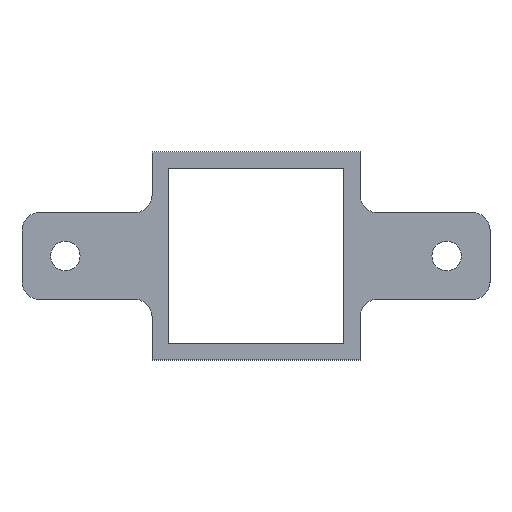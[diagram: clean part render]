
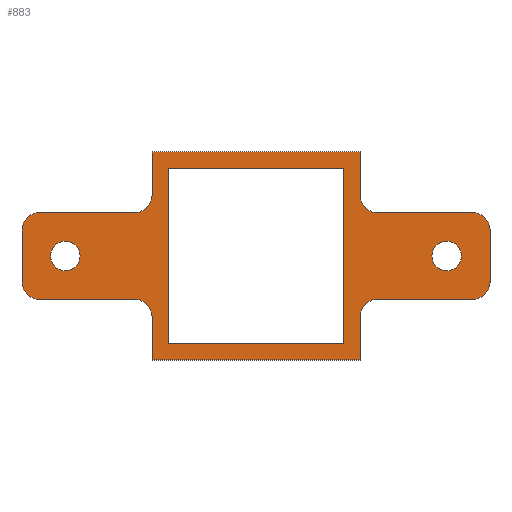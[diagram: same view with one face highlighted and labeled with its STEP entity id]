
A CAD part, top view. The second image highlights one B-rep face of the part: STEP entity #883.
In plain terms, the highlighted planar face has unit normal (0, 0, 1).
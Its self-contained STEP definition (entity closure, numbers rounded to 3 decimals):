
#255 = VERTEX_POINT('',#256);
#256 = CARTESIAN_POINT('',(-65.,17.5,1.9));
#262 = EDGE_CURVE('',#255,#263,#265,.T.);
#263 = VERTEX_POINT('',#264);
#264 = CARTESIAN_POINT('',(-92.5,17.5,1.9));
#265 = LINE('',#266,#267);
#266 = CARTESIAN_POINT('',(-60.,17.5,1.9));
#267 = VECTOR('',#268,1.);
#268 = DIRECTION('',(-1.,0.,0.));
#286 = VERTEX_POINT('',#287);
#287 = CARTESIAN_POINT('',(-60.,12.5,1.9));
#293 = EDGE_CURVE('',#255,#286,#294,.T.);
#294 = CIRCLE('',#295,5.);
#295 = AXIS2_PLACEMENT_3D('',#296,#297,#298);
#296 = CARTESIAN_POINT('',(-65.,12.5,1.9));
#297 = DIRECTION('',(-0.,-0.,-1.));
#298 = DIRECTION('',(0.,-1.,0.));
#311 = VERTEX_POINT('',#312);
#312 = CARTESIAN_POINT('',(-97.5,22.5,1.9));
#318 = EDGE_CURVE('',#263,#311,#319,.T.);
#319 = CIRCLE('',#320,5.);
#320 = AXIS2_PLACEMENT_3D('',#321,#322,#323);
#321 = CARTESIAN_POINT('',(-92.5,22.5,1.9));
#322 = DIRECTION('',(-0.,-0.,-1.));
#323 = DIRECTION('',(0.,-1.,0.));
#336 = VERTEX_POINT('',#337);
#337 = CARTESIAN_POINT('',(-60.,0.,1.9));
#343 = EDGE_CURVE('',#336,#286,#344,.T.);
#344 = LINE('',#345,#346);
#345 = CARTESIAN_POINT('',(-60.,0.,1.9));
#346 = VECTOR('',#347,1.);
#347 = DIRECTION('',(0.,1.,0.));
#360 = EDGE_CURVE('',#311,#361,#363,.T.);
#361 = VERTEX_POINT('',#362);
#362 = CARTESIAN_POINT('',(-97.5,37.5,1.9));
#363 = LINE('',#364,#365);
#364 = CARTESIAN_POINT('',(-97.5,17.5,1.9));
#365 = VECTOR('',#366,1.);
#366 = DIRECTION('',(0.,1.,0.));
#383 = VERTEX_POINT('',#384);
#384 = CARTESIAN_POINT('',(0.,0.,1.9));
#390 = EDGE_CURVE('',#383,#336,#391,.T.);
#391 = LINE('',#392,#393);
#392 = CARTESIAN_POINT('',(0.,0.,1.9));
#393 = VECTOR('',#394,1.);
#394 = DIRECTION('',(-1.,0.,0.));
#408 = VERTEX_POINT('',#409);
#409 = CARTESIAN_POINT('',(-92.5,42.5,1.9));
#415 = EDGE_CURVE('',#361,#408,#416,.T.);
#416 = CIRCLE('',#417,5.);
#417 = AXIS2_PLACEMENT_3D('',#418,#419,#420);
#418 = CARTESIAN_POINT('',(-92.5,37.5,1.9));
#419 = DIRECTION('',(-0.,-0.,-1.));
#420 = DIRECTION('',(0.,-1.,0.));
#433 = EDGE_CURVE('',#383,#434,#436,.T.);
#434 = VERTEX_POINT('',#435);
#435 = CARTESIAN_POINT('',(0.,12.5,1.9));
#436 = LINE('',#437,#438);
#437 = CARTESIAN_POINT('',(0.,0.,1.9));
#438 = VECTOR('',#439,1.);
#439 = DIRECTION('',(0.,1.,0.));
#457 = EDGE_CURVE('',#408,#458,#460,.T.);
#458 = VERTEX_POINT('',#459);
#459 = CARTESIAN_POINT('',(-65.,42.5,1.9));
#460 = LINE('',#461,#462);
#461 = CARTESIAN_POINT('',(-97.5,42.5,1.9));
#462 = VECTOR('',#463,1.);
#463 = DIRECTION('',(1.,0.,0.));
#481 = EDGE_CURVE('',#482,#434,#484,.T.);
#482 = VERTEX_POINT('',#483);
#483 = CARTESIAN_POINT('',(5.,17.5,1.9));
#484 = CIRCLE('',#485,5.);
#485 = AXIS2_PLACEMENT_3D('',#486,#487,#488);
#486 = CARTESIAN_POINT('',(5.,12.5,1.9));
#487 = DIRECTION('',(-0.,0.,1.));
#488 = DIRECTION('',(0.,-1.,0.));
#506 = VERTEX_POINT('',#507);
#507 = CARTESIAN_POINT('',(-60.,47.5,1.9));
#513 = EDGE_CURVE('',#458,#506,#514,.T.);
#514 = CIRCLE('',#515,5.);
#515 = AXIS2_PLACEMENT_3D('',#516,#517,#518);
#516 = CARTESIAN_POINT('',(-65.,47.5,1.9));
#517 = DIRECTION('',(-0.,0.,1.));
#518 = DIRECTION('',(0.,-1.,0.));
#531 = VERTEX_POINT('',#532);
#532 = CARTESIAN_POINT('',(32.5,17.5,1.9));
#538 = EDGE_CURVE('',#531,#482,#539,.T.);
#539 = LINE('',#540,#541);
#540 = CARTESIAN_POINT('',(37.5,17.5,1.9));
#541 = VECTOR('',#542,1.);
#542 = DIRECTION('',(-1.,0.,0.));
#555 = EDGE_CURVE('',#506,#556,#558,.T.);
#556 = VERTEX_POINT('',#557);
#557 = CARTESIAN_POINT('',(-60.,60.,1.9));
#558 = LINE('',#559,#560);
#559 = CARTESIAN_POINT('',(-60.,42.5,1.9));
#560 = VECTOR('',#561,1.);
#561 = DIRECTION('',(0.,1.,0.));
#579 = VERTEX_POINT('',#580);
#580 = CARTESIAN_POINT('',(37.5,22.5,1.9));
#586 = EDGE_CURVE('',#531,#579,#587,.T.);
#587 = CIRCLE('',#588,5.);
#588 = AXIS2_PLACEMENT_3D('',#589,#590,#591);
#589 = CARTESIAN_POINT('',(32.5,22.5,1.9));
#590 = DIRECTION('',(-0.,0.,1.));
#591 = DIRECTION('',(0.,-1.,0.));
#603 = EDGE_CURVE('',#556,#604,#606,.T.);
#604 = VERTEX_POINT('',#605);
#605 = CARTESIAN_POINT('',(0.,60.,1.9));
#606 = LINE('',#607,#608);
#607 = CARTESIAN_POINT('',(-60.,60.,1.9));
#608 = VECTOR('',#609,1.);
#609 = DIRECTION('',(1.,0.,0.));
#628 = VERTEX_POINT('',#629);
#629 = CARTESIAN_POINT('',(37.5,37.5,1.9));
#635 = EDGE_CURVE('',#628,#579,#636,.T.);
#636 = LINE('',#637,#638);
#637 = CARTESIAN_POINT('',(37.5,42.5,1.9));
#638 = VECTOR('',#639,1.);
#639 = DIRECTION('',(0.,-1.,0.));
#652 = EDGE_CURVE('',#604,#653,#655,.T.);
#653 = VERTEX_POINT('',#654);
#654 = CARTESIAN_POINT('',(0.,47.5,1.9));
#655 = LINE('',#656,#657);
#656 = CARTESIAN_POINT('',(0.,60.,1.9));
#657 = VECTOR('',#658,1.);
#658 = DIRECTION('',(0.,-1.,0.));
#676 = VERTEX_POINT('',#677);
#677 = CARTESIAN_POINT('',(32.5,42.5,1.9));
#683 = EDGE_CURVE('',#628,#676,#684,.T.);
#684 = CIRCLE('',#685,5.);
#685 = AXIS2_PLACEMENT_3D('',#686,#687,#688);
#686 = CARTESIAN_POINT('',(32.5,37.5,1.9));
#687 = DIRECTION('',(-0.,0.,1.));
#688 = DIRECTION('',(0.,-1.,0.));
#701 = VERTEX_POINT('',#702);
#702 = CARTESIAN_POINT('',(5.,42.5,1.9));
#708 = EDGE_CURVE('',#653,#701,#709,.T.);
#709 = CIRCLE('',#710,5.);
#710 = AXIS2_PLACEMENT_3D('',#711,#712,#713);
#711 = CARTESIAN_POINT('',(5.,47.5,1.9));
#712 = DIRECTION('',(-0.,0.,1.));
#713 = DIRECTION('',(0.,-1.,0.));
#726 = EDGE_CURVE('',#701,#676,#727,.T.);
#727 = LINE('',#728,#729);
#728 = CARTESIAN_POINT('',(0.,42.5,1.9));
#729 = VECTOR('',#730,1.);
#730 = DIRECTION('',(1.,0.,0.));
#742 = VERTEX_POINT('',#743);
#743 = CARTESIAN_POINT('',(-55.25,55.25,1.9));
#749 = EDGE_CURVE('',#742,#750,#752,.T.);
#750 = VERTEX_POINT('',#751);
#751 = CARTESIAN_POINT('',(-4.75,55.25,1.9));
#752 = LINE('',#753,#754);
#753 = CARTESIAN_POINT('',(-55.25,55.25,1.9));
#754 = VECTOR('',#755,1.);
#755 = DIRECTION('',(1.,0.,0.));
#773 = EDGE_CURVE('',#750,#774,#776,.T.);
#774 = VERTEX_POINT('',#775);
#775 = CARTESIAN_POINT('',(-4.75,4.75,1.9));
#776 = LINE('',#777,#778);
#777 = CARTESIAN_POINT('',(-4.75,55.25,1.9));
#778 = VECTOR('',#779,1.);
#779 = DIRECTION('',(0.,-1.,0.));
#797 = EDGE_CURVE('',#774,#798,#800,.T.);
#798 = VERTEX_POINT('',#799);
#799 = CARTESIAN_POINT('',(-55.25,4.75,1.9));
#800 = LINE('',#801,#802);
#801 = CARTESIAN_POINT('',(-4.75,4.75,1.9));
#802 = VECTOR('',#803,1.);
#803 = DIRECTION('',(-1.,0.,0.));
#821 = EDGE_CURVE('',#798,#742,#822,.T.);
#822 = LINE('',#823,#824);
#823 = CARTESIAN_POINT('',(-55.25,4.75,1.9));
#824 = VECTOR('',#825,1.);
#825 = DIRECTION('',(0.,1.,0.));
#838 = VERTEX_POINT('',#839);
#839 = CARTESIAN_POINT('',(29.25,30.,1.9));
#845 = EDGE_CURVE('',#838,#838,#846,.T.);
#846 = CIRCLE('',#847,4.25);
#847 = AXIS2_PLACEMENT_3D('',#848,#849,#850);
#848 = CARTESIAN_POINT('',(25.,30.,1.9));
#849 = DIRECTION('',(0.,0.,1.));
#850 = DIRECTION('',(1.,0.,0.));
#863 = VERTEX_POINT('',#864);
#864 = CARTESIAN_POINT('',(-80.75,30.,1.9));
#870 = EDGE_CURVE('',#863,#863,#871,.T.);
#871 = CIRCLE('',#872,4.25);
#872 = AXIS2_PLACEMENT_3D('',#873,#874,#875);
#873 = CARTESIAN_POINT('',(-85.,30.,1.9));
#874 = DIRECTION('',(0.,0.,1.));
#875 = DIRECTION('',(1.,0.,0.));
#883 = ADVANCED_FACE('',(#884,#906,#912,#915),#918,.T.);
#884 = FACE_BOUND('',#885,.T.);
#885 = EDGE_LOOP('',(#886,#887,#888,#889,#890,#891,#892,#893,#894,#895,
    #896,#897,#898,#899,#900,#901,#902,#903,#904,#905));
#886 = ORIENTED_EDGE('',*,*,#262,.F.);
#887 = ORIENTED_EDGE('',*,*,#293,.T.);
#888 = ORIENTED_EDGE('',*,*,#343,.F.);
#889 = ORIENTED_EDGE('',*,*,#390,.F.);
#890 = ORIENTED_EDGE('',*,*,#433,.T.);
#891 = ORIENTED_EDGE('',*,*,#481,.F.);
#892 = ORIENTED_EDGE('',*,*,#538,.F.);
#893 = ORIENTED_EDGE('',*,*,#586,.T.);
#894 = ORIENTED_EDGE('',*,*,#635,.F.);
#895 = ORIENTED_EDGE('',*,*,#683,.T.);
#896 = ORIENTED_EDGE('',*,*,#726,.F.);
#897 = ORIENTED_EDGE('',*,*,#708,.F.);
#898 = ORIENTED_EDGE('',*,*,#652,.F.);
#899 = ORIENTED_EDGE('',*,*,#603,.F.);
#900 = ORIENTED_EDGE('',*,*,#555,.F.);
#901 = ORIENTED_EDGE('',*,*,#513,.F.);
#902 = ORIENTED_EDGE('',*,*,#457,.F.);
#903 = ORIENTED_EDGE('',*,*,#415,.F.);
#904 = ORIENTED_EDGE('',*,*,#360,.F.);
#905 = ORIENTED_EDGE('',*,*,#318,.F.);
#906 = FACE_BOUND('',#907,.T.);
#907 = EDGE_LOOP('',(#908,#909,#910,#911));
#908 = ORIENTED_EDGE('',*,*,#749,.T.);
#909 = ORIENTED_EDGE('',*,*,#773,.T.);
#910 = ORIENTED_EDGE('',*,*,#797,.T.);
#911 = ORIENTED_EDGE('',*,*,#821,.T.);
#912 = FACE_BOUND('',#913,.F.);
#913 = EDGE_LOOP('',(#914));
#914 = ORIENTED_EDGE('',*,*,#845,.T.);
#915 = FACE_BOUND('',#916,.F.);
#916 = EDGE_LOOP('',(#917));
#917 = ORIENTED_EDGE('',*,*,#870,.T.);
#918 = PLANE('',#919);
#919 = AXIS2_PLACEMENT_3D('',#920,#921,#922);
#920 = CARTESIAN_POINT('',(-30.,30.,1.9));
#921 = DIRECTION('',(0.,0.,1.));
#922 = DIRECTION('',(1.,0.,0.));
